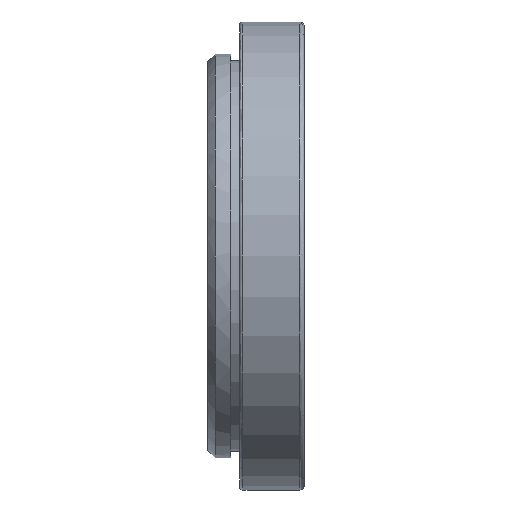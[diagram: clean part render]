
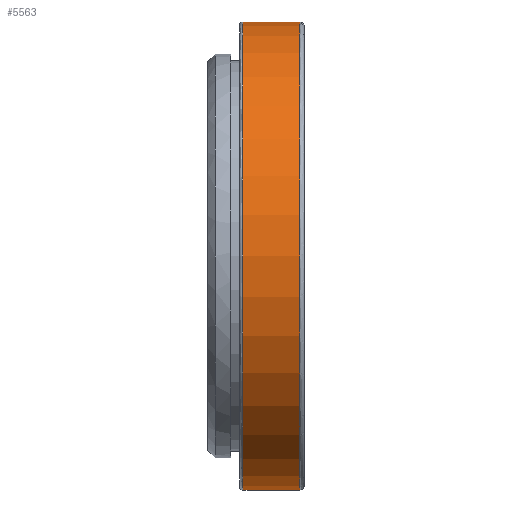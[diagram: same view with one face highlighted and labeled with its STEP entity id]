
A CAD part, front view. The second image highlights one B-rep face of the part: STEP entity #5563.
In plain terms, the highlighted cylindrical face has radius 15.25 mm (diameter 30.5 mm), a partial arc.
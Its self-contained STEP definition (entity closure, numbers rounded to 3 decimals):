
#89 = CIRCLE ( 'NONE', #12145, 15.25 ) ;
#139 = ORIENTED_EDGE ( 'NONE', *, *, #8398, .T. ) ;
#392 = CARTESIAN_POINT ( 'NONE',  ( -4., 0., 0. ) ) ;
#890 = CARTESIAN_POINT ( 'NONE',  ( -4., 0., 15.25 ) ) ;
#1979 = EDGE_LOOP ( 'NONE', ( #9344, #4895, #6973, #139 ) ) ;
#2031 = CIRCLE ( 'NONE', #9073, 15.25 ) ;
#2578 = CARTESIAN_POINT ( 'NONE',  ( -0.3, 0., 15.25 ) ) ;
#2815 = DIRECTION ( 'NONE',  ( 1., 0., 0. ) ) ;
#3401 = EDGE_CURVE ( 'NONE', #9988, #10753, #7677, .T. ) ;
#3820 = DIRECTION ( 'NONE',  ( 1., 0., 0. ) ) ;
#4253 = AXIS2_PLACEMENT_3D ( 'NONE', #7668, #2815, #4898 ) ;
#4487 = VECTOR ( 'NONE', #3820, 1000. ) ;
#4651 = CARTESIAN_POINT ( 'NONE',  ( 0., 0., 15.25 ) ) ;
#4718 = LINE ( 'NONE', #4651, #4487 ) ;
#4830 = FACE_OUTER_BOUND ( 'NONE', #1979, .T. ) ;
#4895 = ORIENTED_EDGE ( 'NONE', *, *, #6095, .F. ) ;
#4898 = DIRECTION ( 'NONE',  ( 0., 0., -1. ) ) ;
#5563 = ADVANCED_FACE ( 'NONE', ( #4830 ), #7841, .T. ) ;
#5904 = DIRECTION ( 'NONE',  ( 1., 0., 0. ) ) ;
#5963 = CARTESIAN_POINT ( 'NONE',  ( 0., 0., -15.25 ) ) ;
#6095 = EDGE_CURVE ( 'NONE', #9988, #7347, #2031, .T. ) ;
#6973 = ORIENTED_EDGE ( 'NONE', *, *, #3401, .T. ) ;
#7019 = DIRECTION ( 'NONE',  ( -1., 0., 0. ) ) ;
#7070 = VECTOR ( 'NONE', #5904, 1000. ) ;
#7347 = VERTEX_POINT ( 'NONE', #890 ) ;
#7435 = CARTESIAN_POINT ( 'NONE',  ( -0.3, 0., 0. ) ) ;
#7668 = CARTESIAN_POINT ( 'NONE',  ( 0., 0., 0. ) ) ;
#7677 = LINE ( 'NONE', #5963, #7070 ) ;
#7721 = CARTESIAN_POINT ( 'NONE',  ( -4., 0., -15.25 ) ) ;
#7841 = CYLINDRICAL_SURFACE ( 'NONE', #4253, 15.25 ) ;
#8073 = DIRECTION ( 'NONE',  ( 0., 0., 1. ) ) ;
#8398 = EDGE_CURVE ( 'NONE', #10753, #11753, #89, .T. ) ;
#8415 = EDGE_CURVE ( 'NONE', #7347, #11753, #4718, .T. ) ;
#9073 = AXIS2_PLACEMENT_3D ( 'NONE', #392, #7019, #8073 ) ;
#9344 = ORIENTED_EDGE ( 'NONE', *, *, #8415, .F. ) ;
#9389 = DIRECTION ( 'NONE',  ( -1., 0., 0. ) ) ;
#9988 = VERTEX_POINT ( 'NONE', #7721 ) ;
#10411 = DIRECTION ( 'NONE',  ( 0., 0., -1. ) ) ;
#10586 = CARTESIAN_POINT ( 'NONE',  ( -0.3, 0., -15.25 ) ) ;
#10753 = VERTEX_POINT ( 'NONE', #10586 ) ;
#11753 = VERTEX_POINT ( 'NONE', #2578 ) ;
#12145 = AXIS2_PLACEMENT_3D ( 'NONE', #7435, #9389, #10411 ) ;
